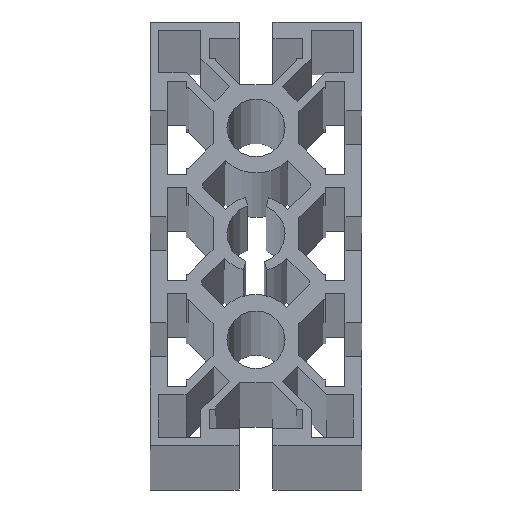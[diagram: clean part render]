
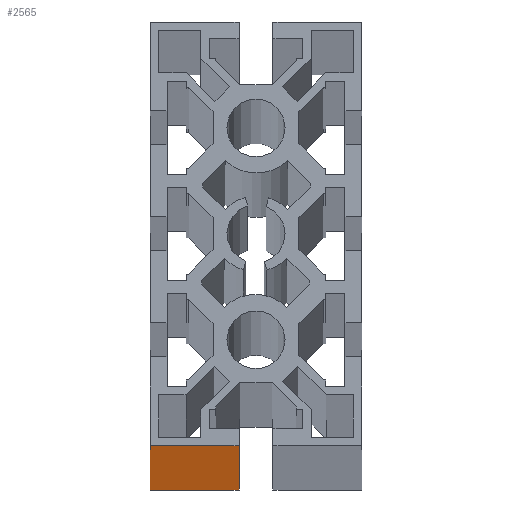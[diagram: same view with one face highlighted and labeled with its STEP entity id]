
A CAD part, top view. The second image highlights one B-rep face of the part: STEP entity #2565.
In plain terms, the highlighted planar face has unit normal (0, -1, 0).
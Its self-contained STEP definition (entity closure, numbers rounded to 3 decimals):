
#173 = AXIS2_PLACEMENT_3D ( 'NONE', #5706, #5707, #5708 ) ;
#2068 = FACE_OUTER_BOUND ( 'NONE', #3386, .T. ) ;
#2352 = EDGE_CURVE ( 'NONE', #2407, #2411, #4283, .T. ) ;
#2354 = EDGE_CURVE ( 'NONE', #2411, #2400, #4279, .T. ) ;
#2355 = EDGE_CURVE ( 'NONE', #2394, #2400, #4275, .T. ) ;
#2356 = EDGE_CURVE ( 'NONE', #2407, #2394, #4276, .T. ) ;
#2394 = VERTEX_POINT ( 'NONE', #2846 ) ;
#2400 = VERTEX_POINT ( 'NONE', #2852 ) ;
#2407 = VERTEX_POINT ( 'NONE', #2859 ) ;
#2411 = VERTEX_POINT ( 'NONE', #2863 ) ;
#2565 = ADVANCED_FACE ( 'NONE', ( #2068 ), #5705, .T. ) ;
#2784 = CARTESIAN_POINT ( 'NONE',  ( -25., -50., -3000. ) ) ;
#2785 = DIRECTION ( 'NONE',  ( 0., 0., -1. ) ) ;
#2788 = CARTESIAN_POINT ( 'NONE',  ( -25., -50., -6000. ) ) ;
#2789 = DIRECTION ( 'NONE',  ( 1., 0., 0. ) ) ;
#2790 = CARTESIAN_POINT ( 'NONE',  ( -4., -50., -3000. ) ) ;
#2791 = DIRECTION ( 'NONE',  ( 0., 0., -1. ) ) ;
#2792 = CARTESIAN_POINT ( 'NONE',  ( -25., -50., 0. ) ) ;
#2793 = DIRECTION ( 'NONE',  ( 1., 0., 0. ) ) ;
#2846 = CARTESIAN_POINT ( 'NONE',  ( -4., -50., 0. ) ) ;
#2852 = CARTESIAN_POINT ( 'NONE',  ( -4., -50., -6000. ) ) ;
#2859 = CARTESIAN_POINT ( 'NONE',  ( -25., -50., 0. ) ) ;
#2863 = CARTESIAN_POINT ( 'NONE',  ( -25., -50., -6000. ) ) ;
#3361 = ORIENTED_EDGE ( 'NONE', *, *, #2352, .T. ) ;
#3362 = ORIENTED_EDGE ( 'NONE', *, *, #2356, .F. ) ;
#3363 = ORIENTED_EDGE ( 'NONE', *, *, #2355, .F. ) ;
#3364 = ORIENTED_EDGE ( 'NONE', *, *, #2354, .T. ) ;
#3386 = EDGE_LOOP ( 'NONE', ( #3364, #3363, #3362, #3361 ) ) ;
#4274 = VECTOR ( 'NONE', #2793, 1000. ) ;
#4275 = LINE ( 'NONE', #2790, #4277 ) ;
#4276 = LINE ( 'NONE', #2792, #4274 ) ;
#4277 = VECTOR ( 'NONE', #2791, 1000. ) ;
#4278 = VECTOR ( 'NONE', #2789, 1000. ) ;
#4279 = LINE ( 'NONE', #2788, #4278 ) ;
#4282 = VECTOR ( 'NONE', #2785, 1000. ) ;
#4283 = LINE ( 'NONE', #2784, #4282 ) ;
#5705 = PLANE ( 'NONE',  #173 ) ;
#5706 = CARTESIAN_POINT ( 'NONE',  ( -25., -50., 0. ) ) ;
#5707 = DIRECTION ( 'NONE',  ( 0., -1., 0. ) ) ;
#5708 = DIRECTION ( 'NONE',  ( 0., 0., -1. ) ) ;
